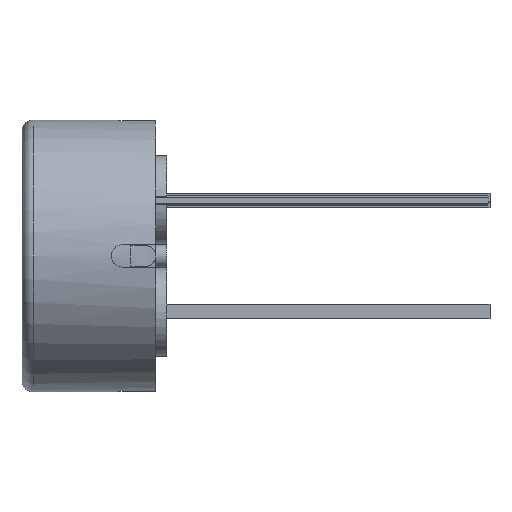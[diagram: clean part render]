
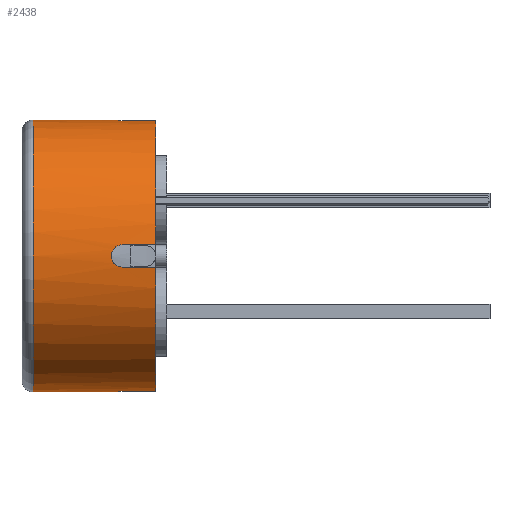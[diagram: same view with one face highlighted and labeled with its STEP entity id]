
A CAD part, left-side view. The second image highlights one B-rep face of the part: STEP entity #2438.
In plain terms, the highlighted cylindrical face has radius 6.1 mm (diameter 12.2 mm), a partial arc.
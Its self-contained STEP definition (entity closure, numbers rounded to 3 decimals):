
#38 = VECTOR ( 'NONE', #2628, 1000. ) ;
#57 = VERTEX_POINT ( 'NONE', #1257 ) ;
#81 = CARTESIAN_POINT ( 'NONE',  ( -0.5, 1.632, -6.079 ) ) ;
#159 = CARTESIAN_POINT ( 'NONE',  ( -6.095, 1.946, -0.261 ) ) ;
#186 = ORIENTED_EDGE ( 'NONE', *, *, #3255, .T. ) ;
#194 = VECTOR ( 'NONE', #1926, 1000. ) ;
#276 = VECTOR ( 'NONE', #1674, 1000. ) ;
#286 = CARTESIAN_POINT ( 'NONE',  ( 0., 6., 0. ) ) ;
#287 = EDGE_CURVE ( 'NONE', #57, #1412, #2237, .T. ) ;
#291 = ORIENTED_EDGE ( 'NONE', *, *, #1989, .T. ) ;
#326 = CARTESIAN_POINT ( 'NONE',  ( -6.079, 0., -0.5 ) ) ;
#343 = FACE_OUTER_BOUND ( 'NONE', #2036, .T. ) ;
#354 = CARTESIAN_POINT ( 'NONE',  ( -6.079, 6., 0.5 ) ) ;
#374 = CARTESIAN_POINT ( 'NONE',  ( -0.5, 1.5, -6.079 ) ) ;
#436 = CARTESIAN_POINT ( 'NONE',  ( -0.5, 1.5, 6.079 ) ) ;
#453 = VERTEX_POINT ( 'NONE', #2634 ) ;
#488 = ORIENTED_EDGE ( 'NONE', *, *, #2204, .T. ) ;
#518 = CARTESIAN_POINT ( 'NONE',  ( 0., 2., -6.1 ) ) ;
#536 = DIRECTION ( 'NONE',  ( 0., -1., 0. ) ) ;
#617 = CARTESIAN_POINT ( 'NONE',  ( -6.079, 6., -0.5 ) ) ;
#643 = CARTESIAN_POINT ( 'NONE',  ( -6.079, 1.632, -0.5 ) ) ;
#651 = EDGE_CURVE ( 'NONE', #2319, #910, #1313, .T. ) ;
#734 = DIRECTION ( 'NONE',  ( 0., 0., 1. ) ) ;
#761 = VERTEX_POINT ( 'NONE', #518 ) ;
#774 = AXIS2_PLACEMENT_3D ( 'NONE', #2740, #2269, #734 ) ;
#805 = ORIENTED_EDGE ( 'NONE', *, *, #1993, .T. ) ;
#820 = CARTESIAN_POINT ( 'NONE',  ( -0.13, 2., -6.1 ) ) ;
#846 = DIRECTION ( 'NONE',  ( 0., -1., 0. ) ) ;
#910 = VERTEX_POINT ( 'NONE', #326 ) ;
#951 = LINE ( 'NONE', #354, #276 ) ;
#962 = CARTESIAN_POINT ( 'NONE',  ( 0., 0., 0. ) ) ;
#1042 = VERTEX_POINT ( 'NONE', #1673 ) ;
#1103 = B_SPLINE_CURVE_WITH_KNOTS ( 'NONE', 3,
 ( #436, #2907, #1736, #2243, #3218, #2501 ),
 .UNSPECIFIED., .F., .F.,
 ( 4, 2, 4 ),
 ( 0., 0., 0.001 ),
 .UNSPECIFIED. ) ;
#1124 = CARTESIAN_POINT ( 'NONE',  ( -6.1, 2., -0.131 ) ) ;
#1166 = CARTESIAN_POINT ( 'NONE',  ( -6.095, 1.947, 0.26 ) ) ;
#1175 = ORIENTED_EDGE ( 'NONE', *, *, #3019, .T. ) ;
#1176 = DIRECTION ( 'NONE',  ( 0., 1., 0. ) ) ;
#1227 = CARTESIAN_POINT ( 'NONE',  ( -6.079, 1.5, -0.5 ) ) ;
#1254 = CARTESIAN_POINT ( 'NONE',  ( -6.079, 1.632, 0.5 ) ) ;
#1257 = CARTESIAN_POINT ( 'NONE',  ( -0.5, 0., 6.079 ) ) ;
#1275 = AXIS2_PLACEMENT_3D ( 'NONE', #3081, #846, #1610 ) ;
#1291 = VERTEX_POINT ( 'NONE', #2026 ) ;
#1313 = CIRCLE ( 'NONE', #774, 6.1 ) ;
#1353 = LINE ( 'NONE', #2317, #1795 ) ;
#1371 = ORIENTED_EDGE ( 'NONE', *, *, #1418, .T. ) ;
#1381 = AXIS2_PLACEMENT_3D ( 'NONE', #962, #1708, #2705 ) ;
#1412 = VERTEX_POINT ( 'NONE', #3091 ) ;
#1418 = EDGE_CURVE ( 'NONE', #1575, #2147, #2228, .T. ) ;
#1486 = EDGE_CURVE ( 'NONE', #1575, #453, #2879, .T. ) ;
#1546 = ORIENTED_EDGE ( 'NONE', *, *, #287, .T. ) ;
#1560 = DIRECTION ( 'NONE',  ( 0., 0., -1. ) ) ;
#1564 = CARTESIAN_POINT ( 'NONE',  ( -6.079, 1.5, 0.5 ) ) ;
#1575 = VERTEX_POINT ( 'NONE', #1911 ) ;
#1610 = DIRECTION ( 'NONE',  ( 0., 0., 1. ) ) ;
#1622 = LINE ( 'NONE', #617, #194 ) ;
#1663 = EDGE_CURVE ( 'NONE', #1042, #57, #3067, .T. ) ;
#1673 = CARTESIAN_POINT ( 'NONE',  ( -6.079, 0., 0.5 ) ) ;
#1674 = DIRECTION ( 'NONE',  ( 0., -1., 0. ) ) ;
#1708 = DIRECTION ( 'NONE',  ( 0., 1., 0. ) ) ;
#1729 = AXIS2_PLACEMENT_3D ( 'NONE', #286, #536, #1560 ) ;
#1736 = CARTESIAN_POINT ( 'NONE',  ( -0.446, 1.761, 6.084 ) ) ;
#1795 = VECTOR ( 'NONE', #2802, 1000. ) ;
#1879 = CARTESIAN_POINT ( 'NONE',  ( -0.447, 1.76, -6.084 ) ) ;
#1911 = CARTESIAN_POINT ( 'NONE',  ( 0., 5.5, 6.1 ) ) ;
#1917 = CARTESIAN_POINT ( 'NONE',  ( 0., 2., -6.1 ) ) ;
#1926 = DIRECTION ( 'NONE',  ( 0., 1., 0. ) ) ;
#1948 = VERTEX_POINT ( 'NONE', #1564 ) ;
#1989 = EDGE_CURVE ( 'NONE', #761, #1291, #3158, .T. ) ;
#1993 = EDGE_CURVE ( 'NONE', #2147, #761, #2407, .T. ) ;
#2009 = CARTESIAN_POINT ( 'NONE',  ( -0.5, 0., -6.079 ) ) ;
#2026 = CARTESIAN_POINT ( 'NONE',  ( -0.5, 1.5, -6.079 ) ) ;
#2030 = ORIENTED_EDGE ( 'NONE', *, *, #2603, .T. ) ;
#2036 = EDGE_LOOP ( 'NONE', ( #3011, #1371, #805, #291, #1175, #2853, #2030, #186, #2559, #2790, #1546, #488 ) ) ;
#2147 = VERTEX_POINT ( 'NONE', #3173 ) ;
#2187 = CARTESIAN_POINT ( 'NONE',  ( -6.079, 1.5, -0.5 ) ) ;
#2204 = EDGE_CURVE ( 'NONE', #1412, #453, #1103, .T. ) ;
#2228 = CIRCLE ( 'NONE', #1275, 6.1 ) ;
#2237 = LINE ( 'NONE', #2660, #3163 ) ;
#2243 = CARTESIAN_POINT ( 'NONE',  ( -0.261, 1.946, 6.095 ) ) ;
#2269 = DIRECTION ( 'NONE',  ( 0., 1., 0. ) ) ;
#2317 = CARTESIAN_POINT ( 'NONE',  ( -0.5, 6., -6.079 ) ) ;
#2319 = VERTEX_POINT ( 'NONE', #2009 ) ;
#2365 = CARTESIAN_POINT ( 'NONE',  ( 0., 6., 6.1 ) ) ;
#2407 = LINE ( 'NONE', #3108, #38 ) ;
#2422 = CARTESIAN_POINT ( 'NONE',  ( -6.084, 1.761, -0.446 ) ) ;
#2438 = ADVANCED_FACE ( 'NONE', ( #343 ), #2453, .T. ) ;
#2453 = CYLINDRICAL_SURFACE ( 'NONE', #1729, 6.1 ) ;
#2501 = CARTESIAN_POINT ( 'NONE',  ( 0., 2., 6.1 ) ) ;
#2559 = ORIENTED_EDGE ( 'NONE', *, *, #3233, .T. ) ;
#2603 = EDGE_CURVE ( 'NONE', #910, #2894, #1622, .T. ) ;
#2622 = DIRECTION ( 'NONE',  ( 0., -1., 0. ) ) ;
#2628 = DIRECTION ( 'NONE',  ( 0., -1., 0. ) ) ;
#2634 = CARTESIAN_POINT ( 'NONE',  ( 0., 2., 6.1 ) ) ;
#2639 = CARTESIAN_POINT ( 'NONE',  ( -0.26, 1.947, -6.095 ) ) ;
#2660 = CARTESIAN_POINT ( 'NONE',  ( -0.5, 6., 6.079 ) ) ;
#2680 = CARTESIAN_POINT ( 'NONE',  ( -6.1, 2., 0.13 ) ) ;
#2705 = DIRECTION ( 'NONE',  ( 0., 0., 1. ) ) ;
#2730 = VECTOR ( 'NONE', #2622, 1000. ) ;
#2740 = CARTESIAN_POINT ( 'NONE',  ( 0., 0., 0. ) ) ;
#2761 = CARTESIAN_POINT ( 'NONE',  ( -6.079, 1.5, 0.5 ) ) ;
#2790 = ORIENTED_EDGE ( 'NONE', *, *, #1663, .T. ) ;
#2792 = B_SPLINE_CURVE_WITH_KNOTS ( 'NONE', 3,
 ( #2187, #643, #2422, #159, #1124, #2680, #1166, #2890, #1254, #2761 ),
 .UNSPECIFIED., .F., .F.,
 ( 4, 2, 2, 2, 4 ),
 ( 0., 0., 0.001, 0.001, 0.002 ),
 .UNSPECIFIED. ) ;
#2802 = DIRECTION ( 'NONE',  ( 0., -1., 0. ) ) ;
#2853 = ORIENTED_EDGE ( 'NONE', *, *, #651, .T. ) ;
#2879 = LINE ( 'NONE', #2365, #2730 ) ;
#2890 = CARTESIAN_POINT ( 'NONE',  ( -6.084, 1.761, 0.447 ) ) ;
#2894 = VERTEX_POINT ( 'NONE', #1227 ) ;
#2907 = CARTESIAN_POINT ( 'NONE',  ( -0.5, 1.632, 6.079 ) ) ;
#3011 = ORIENTED_EDGE ( 'NONE', *, *, #1486, .F. ) ;
#3019 = EDGE_CURVE ( 'NONE', #1291, #2319, #1353, .T. ) ;
#3067 = CIRCLE ( 'NONE', #1381, 6.1 ) ;
#3081 = CARTESIAN_POINT ( 'NONE',  ( 0., 5.5, 0. ) ) ;
#3091 = CARTESIAN_POINT ( 'NONE',  ( -0.5, 1.5, 6.079 ) ) ;
#3108 = CARTESIAN_POINT ( 'NONE',  ( 0., 6., -6.1 ) ) ;
#3158 = B_SPLINE_CURVE_WITH_KNOTS ( 'NONE', 3,
 ( #1917, #820, #2639, #1879, #81, #374 ),
 .UNSPECIFIED., .F., .F.,
 ( 4, 2, 4 ),
 ( 0.001, 0.001, 0.002 ),
 .UNSPECIFIED. ) ;
#3163 = VECTOR ( 'NONE', #1176, 1000. ) ;
#3173 = CARTESIAN_POINT ( 'NONE',  ( 0., 5.5, -6.1 ) ) ;
#3218 = CARTESIAN_POINT ( 'NONE',  ( -0.131, 2., 6.1 ) ) ;
#3233 = EDGE_CURVE ( 'NONE', #1948, #1042, #951, .T. ) ;
#3255 = EDGE_CURVE ( 'NONE', #2894, #1948, #2792, .T. ) ;
